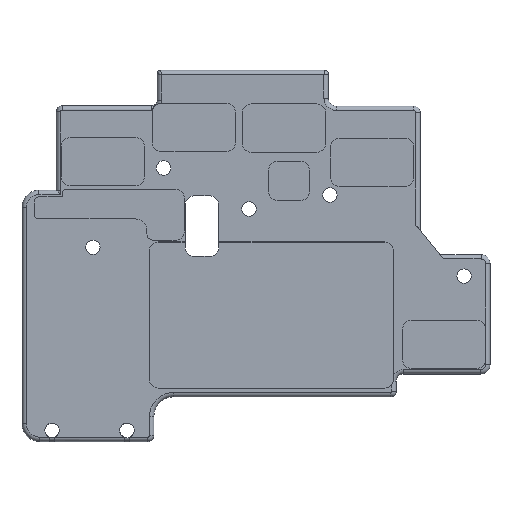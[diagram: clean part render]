
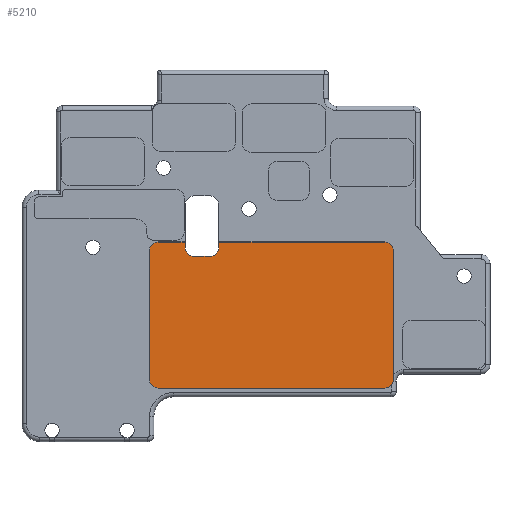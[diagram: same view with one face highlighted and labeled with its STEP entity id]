
A CAD part, top view. The second image highlights one B-rep face of the part: STEP entity #5210.
In plain terms, the highlighted planar face has unit normal (0, 0, 1).
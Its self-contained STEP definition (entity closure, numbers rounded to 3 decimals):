
#2329 = VERTEX_POINT('',#2330);
#2330 = CARTESIAN_POINT('',(27.401,-35.962,1.));
#2336 = EDGE_CURVE('',#2329,#2337,#2339,.T.);
#2337 = VERTEX_POINT('',#2338);
#2338 = CARTESIAN_POINT('',(27.401,-6.603,1.));
#2339 = LINE('',#2340,#2341);
#2340 = CARTESIAN_POINT('',(27.401,-35.962,1.));
#2341 = VECTOR('',#2342,1.);
#2342 = DIRECTION('',(0.,1.,0.));
#2360 = EDGE_CURVE('',#2337,#2361,#2363,.T.);
#2361 = VERTEX_POINT('',#2362);
#2362 = CARTESIAN_POINT('',(25.401,-4.603,1.));
#2363 = CIRCLE('',#2364,2.);
#2364 = AXIS2_PLACEMENT_3D('',#2365,#2366,#2367);
#2365 = CARTESIAN_POINT('',(25.401,-6.603,1.));
#2366 = DIRECTION('',(0.,0.,1.));
#2367 = DIRECTION('',(1.,0.,0.));
#2386 = EDGE_CURVE('',#2361,#2387,#2389,.T.);
#2387 = VERTEX_POINT('',#2388);
#2388 = CARTESIAN_POINT('',(-12.503,-4.603,1.));
#2389 = LINE('',#2390,#2391);
#2390 = CARTESIAN_POINT('',(25.401,-4.603,1.));
#2391 = VECTOR('',#2392,1.);
#2392 = DIRECTION('',(-1.,0.,0.));
#2419 = VERTEX_POINT('',#2420);
#2420 = CARTESIAN_POINT('',(-12.503,-5.88,1.));
#2426 = EDGE_CURVE('',#2419,#2387,#2427,.T.);
#2427 = LINE('',#2428,#2429);
#2428 = CARTESIAN_POINT('',(-12.503,-3.6,1.));
#2429 = VECTOR('',#2430,1.);
#2430 = DIRECTION('',(0.,1.,0.));
#2533 = VERTEX_POINT('',#2534);
#2534 = CARTESIAN_POINT('',(-20.197,-4.603,1.));
#2540 = EDGE_CURVE('',#2533,#2541,#2543,.T.);
#2541 = VERTEX_POINT('',#2542);
#2542 = CARTESIAN_POINT('',(-20.197,-5.88,1.));
#2543 = LINE('',#2544,#2545);
#2544 = CARTESIAN_POINT('',(-20.197,1.296,1.));
#2545 = VECTOR('',#2546,1.);
#2546 = DIRECTION('',(0.,-1.,0.));
#2564 = EDGE_CURVE('',#2533,#2565,#2567,.T.);
#2565 = VERTEX_POINT('',#2566);
#2566 = CARTESIAN_POINT('',(-26.353,-4.603,1.));
#2567 = LINE('',#2568,#2569);
#2568 = CARTESIAN_POINT('',(25.401,-4.603,1.));
#2569 = VECTOR('',#2570,1.);
#2570 = DIRECTION('',(-1.,0.,0.));
#2587 = EDGE_CURVE('',#2565,#2588,#2590,.T.);
#2588 = VERTEX_POINT('',#2589);
#2589 = CARTESIAN_POINT('',(-28.353,-6.603,1.));
#2590 = CIRCLE('',#2591,2.);
#2591 = AXIS2_PLACEMENT_3D('',#2592,#2593,#2594);
#2592 = CARTESIAN_POINT('',(-26.353,-6.603,1.));
#2593 = DIRECTION('',(0.,0.,1.));
#2594 = DIRECTION('',(1.,0.,0.));
#2612 = EDGE_CURVE('',#2588,#2613,#2615,.T.);
#2613 = VERTEX_POINT('',#2614);
#2614 = CARTESIAN_POINT('',(-28.353,-35.962,1.));
#2615 = LINE('',#2616,#2617);
#2616 = CARTESIAN_POINT('',(-28.353,-6.603,1.));
#2617 = VECTOR('',#2618,1.);
#2618 = DIRECTION('',(0.,-1.,0.));
#2636 = EDGE_CURVE('',#2613,#2637,#2639,.T.);
#2637 = VERTEX_POINT('',#2638);
#2638 = CARTESIAN_POINT('',(-26.353,-37.962,1.));
#2639 = CIRCLE('',#2640,2.);
#2640 = AXIS2_PLACEMENT_3D('',#2641,#2642,#2643);
#2641 = CARTESIAN_POINT('',(-26.353,-35.962,1.));
#2642 = DIRECTION('',(0.,0.,1.));
#2643 = DIRECTION('',(1.,0.,0.));
#2661 = EDGE_CURVE('',#2637,#2662,#2664,.T.);
#2662 = VERTEX_POINT('',#2663);
#2663 = CARTESIAN_POINT('',(25.401,-37.962,1.));
#2664 = LINE('',#2665,#2666);
#2665 = CARTESIAN_POINT('',(-26.353,-37.962,1.));
#2666 = VECTOR('',#2667,1.);
#2667 = DIRECTION('',(1.,0.,0.));
#2686 = EDGE_CURVE('',#2662,#2329,#2687,.T.);
#2687 = CIRCLE('',#2688,2.);
#2688 = AXIS2_PLACEMENT_3D('',#2689,#2690,#2691);
#2689 = CARTESIAN_POINT('',(25.401,-35.962,1.));
#2690 = DIRECTION('',(0.,0.,1.));
#2691 = DIRECTION('',(1.,0.,0.));
#5210 = ADVANCED_FACE('',(#5211),#5248,.T.);
#5211 = FACE_BOUND('',#5212,.T.);
#5212 = EDGE_LOOP('',(#5213,#5214,#5215,#5216,#5217,#5218,#5219,#5220,
    #5221,#5222,#5231,#5239,#5246,#5247));
#5213 = ORIENTED_EDGE('',*,*,#2587,.T.);
#5214 = ORIENTED_EDGE('',*,*,#2612,.T.);
#5215 = ORIENTED_EDGE('',*,*,#2636,.T.);
#5216 = ORIENTED_EDGE('',*,*,#2661,.T.);
#5217 = ORIENTED_EDGE('',*,*,#2686,.T.);
#5218 = ORIENTED_EDGE('',*,*,#2336,.T.);
#5219 = ORIENTED_EDGE('',*,*,#2360,.T.);
#5220 = ORIENTED_EDGE('',*,*,#2386,.T.);
#5221 = ORIENTED_EDGE('',*,*,#2426,.F.);
#5222 = ORIENTED_EDGE('',*,*,#5223,.T.);
#5223 = EDGE_CURVE('',#2419,#5224,#5226,.T.);
#5224 = VERTEX_POINT('',#5225);
#5225 = CARTESIAN_POINT('',(-14.503,-7.88,1.));
#5226 = CIRCLE('',#5227,2.);
#5227 = AXIS2_PLACEMENT_3D('',#5228,#5229,#5230);
#5228 = CARTESIAN_POINT('',(-14.503,-5.88,1.));
#5229 = DIRECTION('',(0.,0.,-1.));
#5230 = DIRECTION('',(1.,0.,0.));
#5231 = ORIENTED_EDGE('',*,*,#5232,.F.);
#5232 = EDGE_CURVE('',#5233,#5224,#5235,.T.);
#5233 = VERTEX_POINT('',#5234);
#5234 = CARTESIAN_POINT('',(-18.197,-7.88,1.));
#5235 = LINE('',#5236,#5237);
#5236 = CARTESIAN_POINT('',(-11.471,-7.88,1.));
#5237 = VECTOR('',#5238,1.);
#5238 = DIRECTION('',(1.,0.,0.));
#5239 = ORIENTED_EDGE('',*,*,#5240,.T.);
#5240 = EDGE_CURVE('',#5233,#2541,#5241,.T.);
#5241 = CIRCLE('',#5242,2.);
#5242 = AXIS2_PLACEMENT_3D('',#5243,#5244,#5245);
#5243 = CARTESIAN_POINT('',(-18.197,-5.88,1.));
#5244 = DIRECTION('',(0.,0.,-1.));
#5245 = DIRECTION('',(1.,0.,0.));
#5246 = ORIENTED_EDGE('',*,*,#2540,.F.);
#5247 = ORIENTED_EDGE('',*,*,#2564,.T.);
#5248 = PLANE('',#5249);
#5249 = AXIS2_PLACEMENT_3D('',#5250,#5251,#5252);
#5250 = CARTESIAN_POINT('',(-4.746,-1.32,1.));
#5251 = DIRECTION('',(0.,0.,1.));
#5252 = DIRECTION('',(1.,0.,0.));
